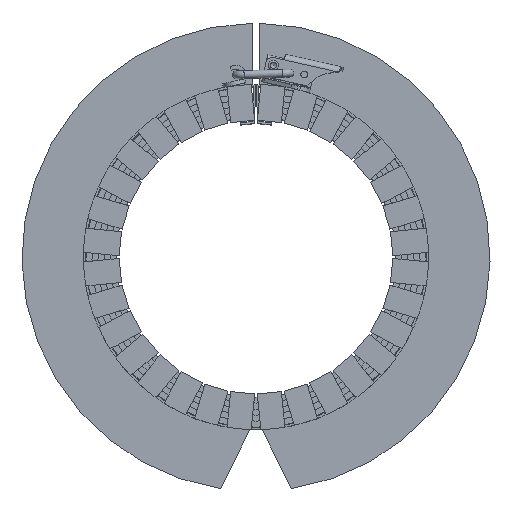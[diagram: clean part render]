
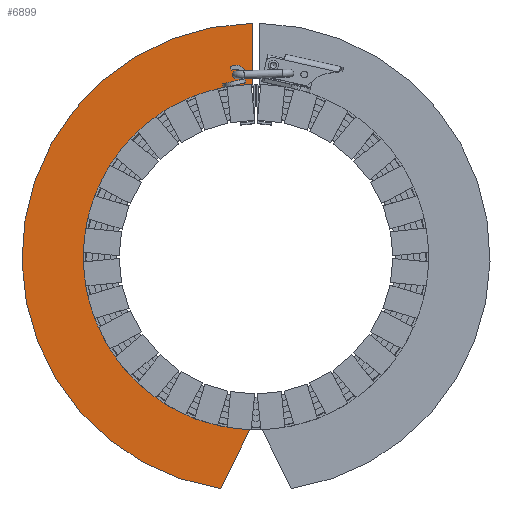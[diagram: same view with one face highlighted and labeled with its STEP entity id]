
A CAD part, top view. The second image highlights one B-rep face of the part: STEP entity #6899.
In plain terms, the highlighted planar face has unit normal (0, 0, 1).
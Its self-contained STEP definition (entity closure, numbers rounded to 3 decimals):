
#6763=CARTESIAN_POINT('',(-2.5,-71.456,-26.95));
#6764=VERTEX_POINT('',#6763);
#6771=CARTESIAN_POINT('',(-14.679,-95.883,-26.95));
#6772=VERTEX_POINT('',#6771);
#6773=CARTESIAN_POINT('',(-14.679,-95.883,-26.95));
#6774=DIRECTION('',(0.446,0.895,0.0));
#6775=VECTOR('',#6774,27.294);
#6776=LINE('',#6773,#6775);
#6777=EDGE_CURVE('',#6772,#6764,#6776,.T.);
#6802=CARTESIAN_POINT('',(-1.5,71.484,-26.95));
#6803=VERTEX_POINT('',#6802);
#6810=CARTESIAN_POINT('',(0.0,0.0,-26.95));
#6811=DIRECTION('',(0.0,0.0,-1.0));
#6812=DIRECTION('',(-0.035,-0.999,0.0));
#6813=AXIS2_PLACEMENT_3D('',#6810,#6811,#6812);
#6814=CIRCLE('',#6813,71.5);
#6815=EDGE_CURVE('',#6764,#6803,#6814,.T.);
#6834=CARTESIAN_POINT('',(-1.5,96.988,-26.95));
#6835=VERTEX_POINT('',#6834);
#6842=CARTESIAN_POINT('',(-1.5,71.484,-26.95));
#6843=DIRECTION('',(0.0,1.0,0.0));
#6844=VECTOR('',#6843,25.504);
#6845=LINE('',#6842,#6844);
#6846=EDGE_CURVE('',#6803,#6835,#6845,.T.);
#6865=CARTESIAN_POINT('',(0.0,0.0,-26.95));
#6866=DIRECTION('',(0.0,0.0,1.0));
#6867=DIRECTION('',(0.151,0.988,0.0));
#6868=AXIS2_PLACEMENT_3D('',#6865,#6866,#6867);
#6869=CIRCLE('',#6868,97.0);
#6870=EDGE_CURVE('',#6835,#6772,#6869,.T.);
#6888=CARTESIAN_POINT('',(-47.381,1.953,-26.95));
#6889=DIRECTION('',(0.0,0.0,-1.0));
#6890=DIRECTION('',(-1.0,0.0,0.0));
#6891=AXIS2_PLACEMENT_3D('',#6888,#6889,#6890);
#6892=PLANE('',#6891);
#6893=ORIENTED_EDGE('',*,*,#6870,.T.);
#6894=ORIENTED_EDGE('',*,*,#6777,.T.);
#6895=ORIENTED_EDGE('',*,*,#6815,.T.);
#6896=ORIENTED_EDGE('',*,*,#6846,.T.);
#6897=EDGE_LOOP('',(#6893,#6894,#6895,#6896));
#6898=FACE_OUTER_BOUND('',#6897,.T.);
#6899=ADVANCED_FACE('',(#6898),#6892,.F.);
